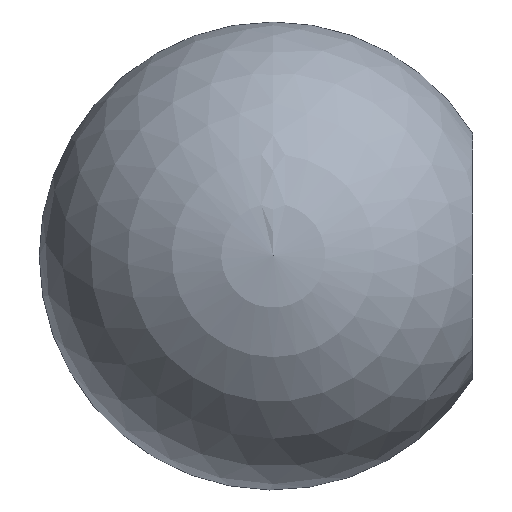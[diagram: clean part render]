
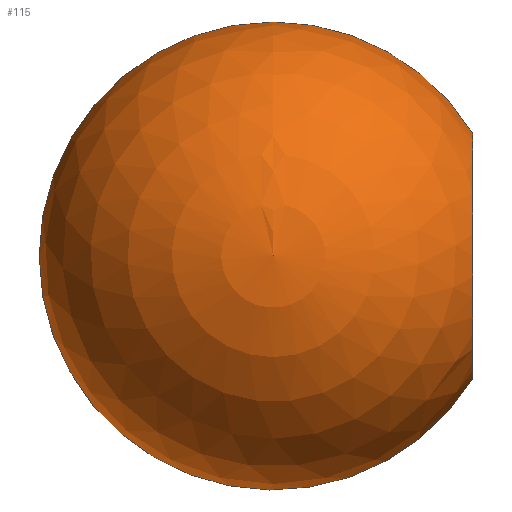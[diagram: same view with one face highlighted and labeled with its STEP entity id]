
A CAD part, top view. The second image highlights one B-rep face of the part: STEP entity #115.
In plain terms, the highlighted spherical face has radius 12.5 mm.
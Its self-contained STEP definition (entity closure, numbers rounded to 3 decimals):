
#6 = DIRECTION ( 'NONE',  ( 0., 0., 1. ) ) ;
#7 = DIRECTION ( 'NONE',  ( -1., 0., 0. ) ) ;
#8 = DIRECTION ( 'NONE',  ( -1., 0., 0. ) ) ;
#9 = DIRECTION ( 'NONE',  ( 0., 0., 1. ) ) ;
#15 = EDGE_CURVE ( 'NONE', #266, #220, #23, .T. ) ;
#18 = DIRECTION ( 'NONE',  ( 0., 0., -1. ) ) ;
#23 = CIRCLE ( 'NONE', #284, 6.529 ) ;
#25 = ORIENTED_EDGE ( 'NONE', *, *, #70, .F. ) ;
#26 = SPHERICAL_SURFACE ( 'NONE', #37, 12.5 ) ;
#28 = AXIS2_PLACEMENT_3D ( 'NONE', #142, #7, #100 ) ;
#37 = AXIS2_PLACEMENT_3D ( 'NONE', #233, #6, #98 ) ;
#38 = VERTEX_POINT ( 'NONE', #206 ) ;
#56 = CARTESIAN_POINT ( 'NONE',  ( -0.021, 6.529, 0. ) ) ;
#68 = VERTEX_POINT ( 'NONE', #161 ) ;
#69 = CARTESIAN_POINT ( 'NONE',  ( -0.021, 0., 0. ) ) ;
#70 = EDGE_CURVE ( 'NONE', #38, #220, #257, .T. ) ;
#95 = ORIENTED_EDGE ( 'NONE', *, *, #278, .T. ) ;
#97 = CARTESIAN_POINT ( 'NONE',  ( -10.68, 0., 0. ) ) ;
#98 = DIRECTION ( 'NONE',  ( 0., 1., 0. ) ) ;
#100 = DIRECTION ( 'NONE',  ( 0., 0., -1. ) ) ;
#113 = ORIENTED_EDGE ( 'NONE', *, *, #15, .T. ) ;
#115 = ADVANCED_FACE ( 'NONE', ( #118 ), #26, .T. ) ;
#118 = FACE_OUTER_BOUND ( 'NONE', #201, .T. ) ;
#132 = DIRECTION ( 'NONE',  ( -1., 0., 0. ) ) ;
#137 = DIRECTION ( 'NONE',  ( 0., 0., -1. ) ) ;
#142 = CARTESIAN_POINT ( 'NONE',  ( -0.021, 0., 0. ) ) ;
#152 = EDGE_CURVE ( 'NONE', #68, #266, #263, .T. ) ;
#161 = CARTESIAN_POINT ( 'NONE',  ( -0.021, -6.529, 0. ) ) ;
#164 = AXIS2_PLACEMENT_3D ( 'NONE', #97, #137, #8 ) ;
#182 = CIRCLE ( 'NONE', #210, 12.5 ) ;
#201 = EDGE_LOOP ( 'NONE', ( #25, #95, #240, #113 ) ) ;
#206 = CARTESIAN_POINT ( 'NONE',  ( -23.18, 0., 0. ) ) ;
#210 = AXIS2_PLACEMENT_3D ( 'NONE', #286, #9, #259 ) ;
#214 = CARTESIAN_POINT ( 'NONE',  ( -0.021, 0., 6.529 ) ) ;
#220 = VERTEX_POINT ( 'NONE', #56 ) ;
#233 = CARTESIAN_POINT ( 'NONE',  ( -10.68, 0., 0. ) ) ;
#240 = ORIENTED_EDGE ( 'NONE', *, *, #152, .T. ) ;
#257 = CIRCLE ( 'NONE', #164, 12.5 ) ;
#259 = DIRECTION ( 'NONE',  ( 0., -1., 0. ) ) ;
#263 = CIRCLE ( 'NONE', #28, 6.529 ) ;
#266 = VERTEX_POINT ( 'NONE', #214 ) ;
#278 = EDGE_CURVE ( 'NONE', #38, #68, #182, .T. ) ;
#284 = AXIS2_PLACEMENT_3D ( 'NONE', #69, #132, #18 ) ;
#286 = CARTESIAN_POINT ( 'NONE',  ( -10.68, 0., 0. ) ) ;
